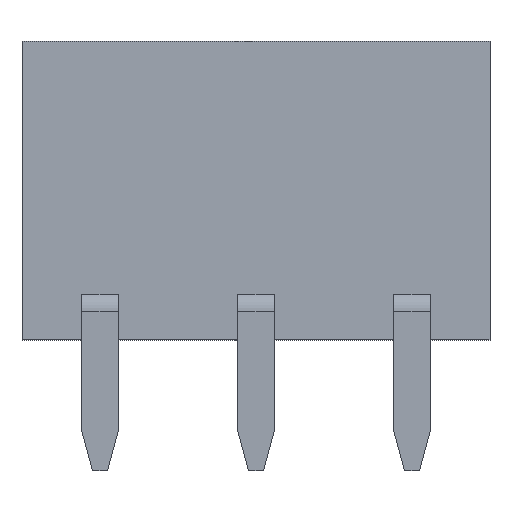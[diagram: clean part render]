
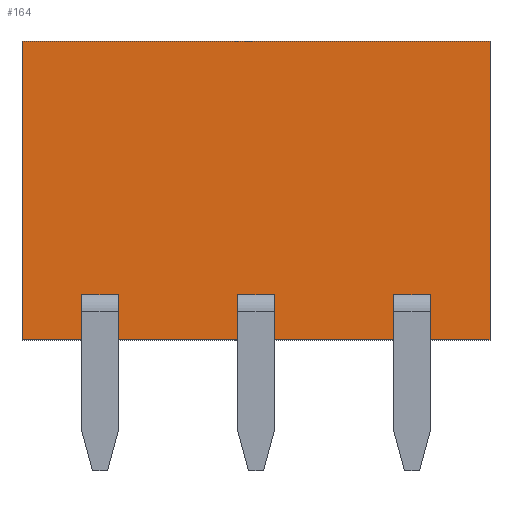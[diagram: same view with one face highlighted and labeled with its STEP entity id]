
A CAD part, top view. The second image highlights one B-rep face of the part: STEP entity #164.
In plain terms, the highlighted planar face has unit normal (0, 0, 1).
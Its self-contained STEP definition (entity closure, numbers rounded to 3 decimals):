
#164 = ADVANCED_FACE( '', ( #418 ), #419, .F. );
#418 = FACE_OUTER_BOUND( '', #779, .T. );
#419 = PLANE( '', #780 );
#779 = EDGE_LOOP( '', ( #1203, #1204, #1205, #1206, #1207, #1208, #1209, #1210, #1211, #1212, #1213, #1214, #1215, #1216, #1217, #1218 ) );
#780 = AXIS2_PLACEMENT_3D( '', #1219, #1220, #1221 );
#1203 = ORIENTED_EDGE( '', *, *, #2075, .T. );
#1204 = ORIENTED_EDGE( '', *, *, #2076, .T. );
#1205 = ORIENTED_EDGE( '', *, *, #2077, .T. );
#1206 = ORIENTED_EDGE( '', *, *, #2078, .F. );
#1207 = ORIENTED_EDGE( '', *, *, #2079, .T. );
#1208 = ORIENTED_EDGE( '', *, *, #2080, .T. );
#1209 = ORIENTED_EDGE( '', *, *, #2081, .T. );
#1210 = ORIENTED_EDGE( '', *, *, #2082, .F. );
#1211 = ORIENTED_EDGE( '', *, *, #2044, .T. );
#1212 = ORIENTED_EDGE( '', *, *, #2059, .T. );
#1213 = ORIENTED_EDGE( '', *, *, #2083, .T. );
#1214 = ORIENTED_EDGE( '', *, *, #2084, .T. );
#1215 = ORIENTED_EDGE( '', *, *, #2085, .F. );
#1216 = ORIENTED_EDGE( '', *, *, #2086, .F. );
#1217 = ORIENTED_EDGE( '', *, *, #2087, .T. );
#1218 = ORIENTED_EDGE( '', *, *, #2064, .F. );
#1219 = CARTESIAN_POINT( '', ( 141.302, 124.734, 0. ) );
#1220 = DIRECTION( '', ( 0., 0., -1. ) );
#1221 = DIRECTION( '', ( -1., 0., 0. ) );
#2044 = EDGE_CURVE( '', #2427, #2428, #2429, .T. );
#2059 = EDGE_CURVE( '', #2428, #2451, #2454, .T. );
#2064 = EDGE_CURVE( '', #2461, #2462, #2463, .T. );
#2075 = EDGE_CURVE( '', #2461, #2480, #2481, .T. );
#2076 = EDGE_CURVE( '', #2480, #2482, #2483, .T. );
#2077 = EDGE_CURVE( '', #2482, #2484, #2485, .T. );
#2078 = EDGE_CURVE( '', #2486, #2484, #2487, .T. );
#2079 = EDGE_CURVE( '', #2486, #2488, #2489, .T. );
#2080 = EDGE_CURVE( '', #2488, #2490, #2491, .T. );
#2081 = EDGE_CURVE( '', #2490, #2492, #2493, .T. );
#2082 = EDGE_CURVE( '', #2427, #2492, #2494, .T. );
#2083 = EDGE_CURVE( '', #2451, #2495, #2496, .T. );
#2084 = EDGE_CURVE( '', #2495, #2497, #2498, .T. );
#2085 = EDGE_CURVE( '', #2499, #2497, #2500, .T. );
#2086 = EDGE_CURVE( '', #2501, #2499, #2502, .T. );
#2087 = EDGE_CURVE( '', #2501, #2462, #2503, .T. );
#2427 = VERTEX_POINT( '', #2974 );
#2428 = VERTEX_POINT( '', #2975 );
#2429 = LINE( '', #2976, #2977 );
#2451 = VERTEX_POINT( '', #3007 );
#2454 = LINE( '', #3011, #3012 );
#2461 = VERTEX_POINT( '', #3022 );
#2462 = VERTEX_POINT( '', #3023 );
#2463 = LINE( '', #3024, #3025 );
#2480 = VERTEX_POINT( '', #3046 );
#2481 = LINE( '', #3047, #3048 );
#2482 = VERTEX_POINT( '', #3049 );
#2483 = LINE( '', #3050, #3051 );
#2484 = VERTEX_POINT( '', #3052 );
#2485 = LINE( '', #3053, #3054 );
#2486 = VERTEX_POINT( '', #3055 );
#2487 = LINE( '', #3056, #3057 );
#2488 = VERTEX_POINT( '', #3058 );
#2489 = LINE( '', #3059, #3060 );
#2490 = VERTEX_POINT( '', #3061 );
#2491 = LINE( '', #3062, #3063 );
#2492 = VERTEX_POINT( '', #3064 );
#2493 = LINE( '', #3065, #3066 );
#2494 = LINE( '', #3067, #3068 );
#2495 = VERTEX_POINT( '', #3069 );
#2496 = LINE( '', #3070, #3071 );
#2497 = VERTEX_POINT( '', #3072 );
#2498 = LINE( '', #3073, #3074 );
#2499 = VERTEX_POINT( '', #3075 );
#2500 = LINE( '', #3076, #3077 );
#2501 = VERTEX_POINT( '', #3078 );
#2502 = LINE( '', #3079, #3080 );
#2503 = LINE( '', #3081, #3082 );
#2974 = CARTESIAN_POINT( '', ( 174.722, 118.534, 0. ) );
#2975 = CARTESIAN_POINT( '', ( 175.622, 118.534, 0. ) );
#2976 = CARTESIAN_POINT( '', ( 175.172, 118.534, 0. ) );
#2977 = VECTOR( '', #3650, 1000. );
#3007 = CARTESIAN_POINT( '', ( 175.622, 117.434, 0. ) );
#3011 = CARTESIAN_POINT( '', ( 175.622, 124.734, 0. ) );
#3012 = VECTOR( '', #3666, 1000. );
#3022 = CARTESIAN_POINT( '', ( 167.102, 118.534, 0. ) );
#3023 = CARTESIAN_POINT( '', ( 167.102, 117.434, 0. ) );
#3024 = CARTESIAN_POINT( '', ( 167.102, 124.734, 0. ) );
#3025 = VECTOR( '', #3670, 1000. );
#3046 = CARTESIAN_POINT( '', ( 168.002, 118.534, 0. ) );
#3047 = CARTESIAN_POINT( '', ( 167.552, 118.534, 0. ) );
#3048 = VECTOR( '', #3684, 1000. );
#3049 = CARTESIAN_POINT( '', ( 168.002, 117.434, 0. ) );
#3050 = CARTESIAN_POINT( '', ( 168.002, 124.734, 0. ) );
#3051 = VECTOR( '', #3685, 1000. );
#3052 = CARTESIAN_POINT( '', ( 170.912, 117.434, 0. ) );
#3053 = CARTESIAN_POINT( '', ( 141.302, 117.434, 0. ) );
#3054 = VECTOR( '', #3686, 1000. );
#3055 = CARTESIAN_POINT( '', ( 170.912, 118.534, 0. ) );
#3056 = CARTESIAN_POINT( '', ( 170.912, 124.734, 0. ) );
#3057 = VECTOR( '', #3687, 1000. );
#3058 = CARTESIAN_POINT( '', ( 171.812, 118.534, 0. ) );
#3059 = CARTESIAN_POINT( '', ( 171.362, 118.534, 0. ) );
#3060 = VECTOR( '', #3688, 1000. );
#3061 = CARTESIAN_POINT( '', ( 171.812, 117.434, 0. ) );
#3062 = CARTESIAN_POINT( '', ( 171.812, 124.734, 0. ) );
#3063 = VECTOR( '', #3689, 1000. );
#3064 = CARTESIAN_POINT( '', ( 174.722, 117.434, 0. ) );
#3065 = CARTESIAN_POINT( '', ( 141.302, 117.434, 0. ) );
#3066 = VECTOR( '', #3690, 1000. );
#3067 = CARTESIAN_POINT( '', ( 174.722, 124.734, 0. ) );
#3068 = VECTOR( '', #3691, 1000. );
#3069 = CARTESIAN_POINT( '', ( 177.077, 117.434, 0. ) );
#3070 = CARTESIAN_POINT( '', ( 141.302, 117.434, 0. ) );
#3071 = VECTOR( '', #3692, 1000. );
#3072 = CARTESIAN_POINT( '', ( 177.077, 124.734, 0. ) );
#3073 = CARTESIAN_POINT( '', ( 177.077, 124.734, 0. ) );
#3074 = VECTOR( '', #3693, 1000. );
#3075 = CARTESIAN_POINT( '', ( 165.647, 124.734, 0. ) );
#3076 = CARTESIAN_POINT( '', ( 141.302, 124.734, 0. ) );
#3077 = VECTOR( '', #3694, 1000. );
#3078 = CARTESIAN_POINT( '', ( 165.647, 117.434, 0. ) );
#3079 = CARTESIAN_POINT( '', ( 165.647, 124.734, 0. ) );
#3080 = VECTOR( '', #3695, 1000. );
#3081 = CARTESIAN_POINT( '', ( 141.302, 117.434, 0. ) );
#3082 = VECTOR( '', #3696, 1000. );
#3650 = DIRECTION( '', ( 1., 0., 0. ) );
#3666 = DIRECTION( '', ( 0., -1., 0. ) );
#3670 = DIRECTION( '', ( 0., -1., 0. ) );
#3684 = DIRECTION( '', ( 1., 0., 0. ) );
#3685 = DIRECTION( '', ( 0., -1., 0. ) );
#3686 = DIRECTION( '', ( 1., 0., 0. ) );
#3687 = DIRECTION( '', ( 0., -1., 0. ) );
#3688 = DIRECTION( '', ( 1., 0., 0. ) );
#3689 = DIRECTION( '', ( 0., -1., 0. ) );
#3690 = DIRECTION( '', ( 1., 0., 0. ) );
#3691 = DIRECTION( '', ( 0., -1., 0. ) );
#3692 = DIRECTION( '', ( 1., 0., 0. ) );
#3693 = DIRECTION( '', ( 0., 1., 0. ) );
#3694 = DIRECTION( '', ( 1., 0., 0. ) );
#3695 = DIRECTION( '', ( 0., 1., 0. ) );
#3696 = DIRECTION( '', ( 1., 0., 0. ) );
